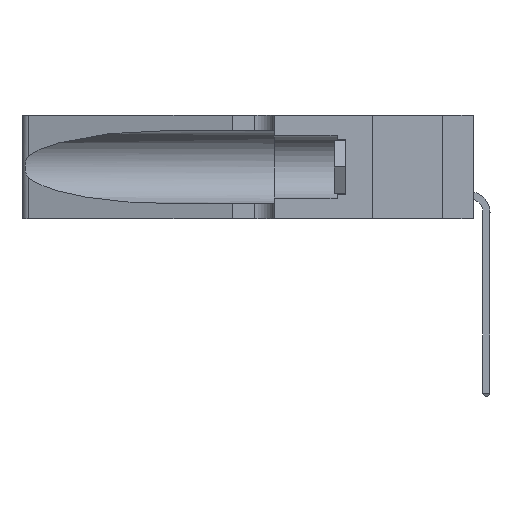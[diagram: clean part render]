
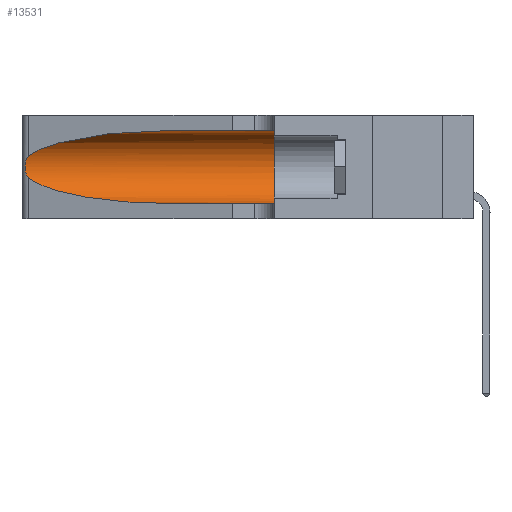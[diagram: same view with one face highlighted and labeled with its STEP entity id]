
A CAD part, left-side view. The second image highlights one B-rep face of the part: STEP entity #13531.
In plain terms, the highlighted cylindrical face has radius 3.308 mm (diameter 6.617 mm), a partial arc.
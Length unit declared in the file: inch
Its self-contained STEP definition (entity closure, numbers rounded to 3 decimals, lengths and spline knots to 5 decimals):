
#1694 = CARTESIAN_POINT ( 'NONE',  ( 0.1305, 1.61858, 0.05475 ) ) ;
#3150 = CARTESIAN_POINT ( 'NONE',  ( 0.25787, 1.23484, 0.2124 ) ) ;
#3216 = LINE ( 'NONE', #1694, #30786 ) ;
#3449 = EDGE_CURVE ( 'NONE', #19176, #15356, #39320, .T. ) ;
#4477 = B_SPLINE_CURVE_WITH_KNOTS ( 'NONE', 3,
 ( #23656, #7927, #31522, #3150, #51752, #11975, #39970, #27621, #11483, #7260, #15524, #47494, #19164, #39318 ),
 .UNSPECIFIED., .F., .F.,
 ( 4, 2, 2, 2, 2, 2, 4 ),
 ( 0., 0.00027, 0.00053, 0.00107, 0.0016, 0.00187, 0.00214 ),
 .UNSPECIFIED. ) ;
#4542 = ORIENTED_EDGE ( 'NONE', *, *, #21159, .F. ) ;
#5740 = DIRECTION ( 'NONE',  ( 0., 0., 1. ) ) ;
#5755 = CARTESIAN_POINT ( 'NONE',  ( 0.1305, 0.72297, 0.31525 ) ) ;
#5810 = EDGE_CURVE ( 'NONE', #40998, #46932, #34058, .T. ) ;
#6870 = CARTESIAN_POINT ( 'NONE',  ( 0.2373, 1.15595, 0.28018 ) ) ;
#7260 = CARTESIAN_POINT ( 'NONE',  ( 0.25856, 1.23593, 0.16098 ) ) ;
#7927 = CARTESIAN_POINT ( 'NONE',  ( 0.25555, 1.22994, 0.2215 ) ) ;
#10562 = CARTESIAN_POINT ( 'NONE',  ( 0.25487, 1.22718, 0.14631 ) ) ;
#10794 = CARTESIAN_POINT ( 'NONE',  ( 0.1305, 1.61858, 0.185 ) ) ;
#11483 = CARTESIAN_POINT ( 'NONE',  ( 0.26017, 1.23833, 0.17102 ) ) ;
#11975 = CARTESIAN_POINT ( 'NONE',  ( 0.26018, 1.23835, 0.19895 ) ) ;
#12305 = VERTEX_POINT ( 'NONE', #34970 ) ;
#13531 = ADVANCED_FACE ( 'NONE', ( #31793 ), #25961, .F. ) ;
#13947 = CIRCLE ( 'NONE', #32717, 0.13025 ) ;
#14223 = DIRECTION ( 'NONE',  ( 0., -1., 0. ) ) ;
#14747 = CARTESIAN_POINT ( 'NONE',  ( 0.25487, 1.22718, 0.22369 ) ) ;
#15356 = VERTEX_POINT ( 'NONE', #14747 ) ;
#15491 = CARTESIAN_POINT ( 'NONE',  ( 0.25487, 1.22718, 0.22369 ) ) ;
#15524 = CARTESIAN_POINT ( 'NONE',  ( 0.25789, 1.23486, 0.15765 ) ) ;
#18825 = DIRECTION ( 'NONE',  ( 0., -1., 0. ) ) ;
#18881 = CARTESIAN_POINT ( 'NONE',  ( 0.1305, 0.72297, 0.05475 ) ) ;
#19164 = CARTESIAN_POINT ( 'NONE',  ( 0.25555, 1.22993, 0.14849 ) ) ;
#19176 = VERTEX_POINT ( 'NONE', #5755 ) ;
#20043 = EDGE_CURVE ( 'NONE', #46932, #38756, #3216, .T. ) ;
#21159 = EDGE_CURVE ( 'NONE', #19176, #12305, #44424, .T. ) ;
#22097 = ORIENTED_EDGE ( 'NONE', *, *, #50356, .F. ) ;
#22207 = ORIENTED_EDGE ( 'NONE', *, *, #5810, .T. ) ;
#22891 = ORIENTED_EDGE ( 'NONE', *, *, #51777, .T. ) ;
#23197 = EDGE_LOOP ( 'NONE', ( #51876, #22891, #22207, #28202, #22097, #4542 ) ) ;
#23656 = CARTESIAN_POINT ( 'NONE',  ( 0.25487, 1.22718, 0.22369 ) ) ;
#25961 = CYLINDRICAL_SURFACE ( 'NONE', #30513, 0.13025 ) ;
#26741 = CARTESIAN_POINT ( 'NONE',  ( 0.18966, 0.96281, 0.31525 ) ) ;
#26842 = CARTESIAN_POINT ( 'NONE',  ( 0.2373, 1.15595, 0.08982 ) ) ;
#26903 = DIRECTION ( 'NONE',  ( 0., -1., 0. ) ) ;
#27621 = CARTESIAN_POINT ( 'NONE',  ( 0.26075, 1.23896, 0.178 ) ) ;
#28202 = ORIENTED_EDGE ( 'NONE', *, *, #20043, .T. ) ;
#30513 = AXIS2_PLACEMENT_3D ( 'NONE', #10794, #18825, #31315 ) ;
#30786 = VECTOR ( 'NONE', #14223, 39.37008 ) ;
#31315 = DIRECTION ( 'NONE',  ( 0., 0., -1. ) ) ;
#31522 = CARTESIAN_POINT ( 'NONE',  ( 0.25639, 1.23184, 0.21858 ) ) ;
#31793 = FACE_OUTER_BOUND ( 'NONE', #23197, .T. ) ;
#32717 = AXIS2_PLACEMENT_3D ( 'NONE', #37804, #42558, #5740 ) ;
#34058 =( BOUNDED_CURVE ( )  B_SPLINE_CURVE ( 3, ( #50952, #26842, #47233, #46513 ),
 .UNSPECIFIED., .F., .F. ) 
 B_SPLINE_CURVE_WITH_KNOTS ( ( 4, 4 ),
 ( 3.44316, 4.71239 ),
 .UNSPECIFIED. ) 
 CURVE ( )  GEOMETRIC_REPRESENTATION_ITEM ( )  RATIONAL_B_SPLINE_CURVE ( ( 1., 0.87, 0.87, 1. ) ) 
 REPRESENTATION_ITEM ( '' )  );
#34681 = CARTESIAN_POINT ( 'NONE',  ( 0.1305, 0.72297, 0.31525 ) ) ;
#34970 = CARTESIAN_POINT ( 'NONE',  ( 0.1305, 0.35, 0.31525 ) ) ;
#35553 = CARTESIAN_POINT ( 'NONE',  ( 0.1305, 1.61858, 0.31525 ) ) ;
#37804 = CARTESIAN_POINT ( 'NONE',  ( 0.1305, 0.35, 0.185 ) ) ;
#38756 = VERTEX_POINT ( 'NONE', #51416 ) ;
#39318 = CARTESIAN_POINT ( 'NONE',  ( 0.25487, 1.22718, 0.14631 ) ) ;
#39320 =( BOUNDED_CURVE ( )  B_SPLINE_CURVE ( 3, ( #34681, #26741, #6870, #15491 ),
 .UNSPECIFIED., .F., .F. ) 
 B_SPLINE_CURVE_WITH_KNOTS ( ( 4, 4 ),
 ( 1.5708, 2.84003 ),
 .UNSPECIFIED. ) 
 CURVE ( )  GEOMETRIC_REPRESENTATION_ITEM ( )  RATIONAL_B_SPLINE_CURVE ( ( 1., 0.87, 0.87, 1. ) ) 
 REPRESENTATION_ITEM ( '' )  );
#39970 = CARTESIAN_POINT ( 'NONE',  ( 0.26075, 1.23896, 0.19203 ) ) ;
#40096 = VECTOR ( 'NONE', #26903, 39.37008 ) ;
#40998 = VERTEX_POINT ( 'NONE', #10562 ) ;
#42558 = DIRECTION ( 'NONE',  ( 0., 1., 0. ) ) ;
#44424 = LINE ( 'NONE', #35553, #40096 ) ;
#46513 = CARTESIAN_POINT ( 'NONE',  ( 0.1305, 0.72297, 0.05475 ) ) ;
#46932 = VERTEX_POINT ( 'NONE', #18881 ) ;
#47233 = CARTESIAN_POINT ( 'NONE',  ( 0.18966, 0.96281, 0.05475 ) ) ;
#47494 = CARTESIAN_POINT ( 'NONE',  ( 0.25639, 1.23186, 0.15144 ) ) ;
#50356 = EDGE_CURVE ( 'NONE', #12305, #38756, #13947, .T. ) ;
#50952 = CARTESIAN_POINT ( 'NONE',  ( 0.25487, 1.22718, 0.14631 ) ) ;
#51416 = CARTESIAN_POINT ( 'NONE',  ( 0.1305, 0.35, 0.05475 ) ) ;
#51752 = CARTESIAN_POINT ( 'NONE',  ( 0.25854, 1.2359, 0.20912 ) ) ;
#51777 = EDGE_CURVE ( 'NONE', #15356, #40998, #4477, .T. ) ;
#51876 = ORIENTED_EDGE ( 'NONE', *, *, #3449, .T. ) ;
